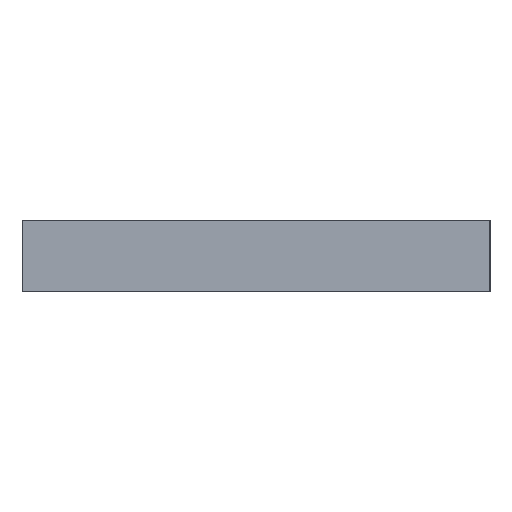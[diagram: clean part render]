
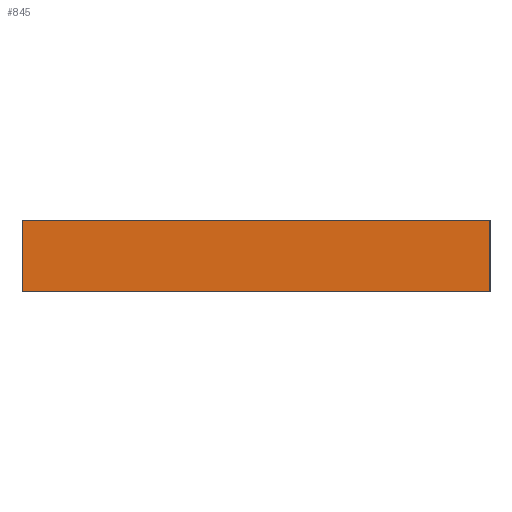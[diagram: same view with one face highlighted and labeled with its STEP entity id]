
A CAD part, left-side view. The second image highlights one B-rep face of the part: STEP entity #845.
In plain terms, the highlighted planar face has unit normal (-1, 0, 0).
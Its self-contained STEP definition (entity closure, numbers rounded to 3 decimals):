
#211=CARTESIAN_POINT('',(4.129,13.119,1.5));
#212=VERTEX_POINT('',#211);
#221=CARTESIAN_POINT('',(4.129,3.319,1.5));
#222=VERTEX_POINT('',#221);
#223=CARTESIAN_POINT('',(4.129,3.319,1.5));
#224=DIRECTION('',(0.,1.,0.));
#225=VECTOR('',#224,9.8);
#226=LINE('',#223,#225);
#227=EDGE_CURVE('',#222,#212,#226,.T.);
#552=CARTESIAN_POINT('',(4.129,13.119,0.));
#553=VERTEX_POINT('',#552);
#570=CARTESIAN_POINT('',(4.129,3.319,0.));
#571=VERTEX_POINT('',#570);
#578=CARTESIAN_POINT('',(4.129,3.319,0.));
#579=DIRECTION('',(0.,1.,0.));
#580=VECTOR('',#579,9.8);
#581=LINE('',#578,#580);
#582=EDGE_CURVE('',#571,#553,#581,.T.);
#813=CARTESIAN_POINT('',(4.129,13.119,1.5));
#814=DIRECTION('',(0.,0.,-1.));
#815=VECTOR('',#814,1.5);
#816=LINE('',#813,#815);
#817=EDGE_CURVE('',#212,#553,#816,.T.);
#829=CARTESIAN_POINT('',(4.129,8.219,1.5));
#830=DIRECTION('',(-1.,0.,0.));
#831=DIRECTION('',(0.,0.,1.));
#832=AXIS2_PLACEMENT_3D('',#829,#830,#831);
#833=PLANE('',#832);
#834=ORIENTED_EDGE('',*,*,#582,.F.);
#835=CARTESIAN_POINT('',(4.129,3.319,1.5));
#836=DIRECTION('',(0.,0.,-1.));
#837=VECTOR('',#836,1.5);
#838=LINE('',#835,#837);
#839=EDGE_CURVE('',#222,#571,#838,.T.);
#840=ORIENTED_EDGE('',*,*,#839,.F.);
#841=ORIENTED_EDGE('',*,*,#227,.T.);
#842=ORIENTED_EDGE('',*,*,#817,.T.);
#843=EDGE_LOOP('',(#834,#840,#841,#842));
#844=FACE_BOUND('',#843,.T.);
#845=ADVANCED_FACE('',(#844),#833,.T.);
